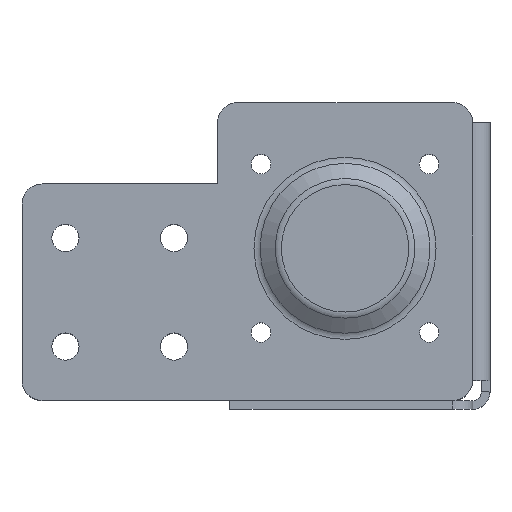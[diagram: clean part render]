
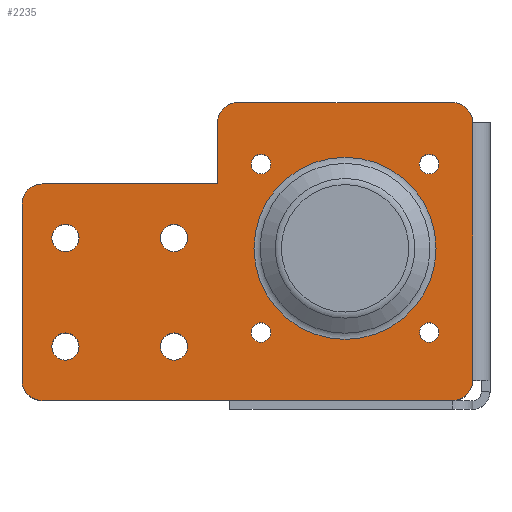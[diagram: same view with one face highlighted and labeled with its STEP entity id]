
A CAD part, top view. The second image highlights one B-rep face of the part: STEP entity #2235.
In plain terms, the highlighted planar face has unit normal (0, 0, 1).
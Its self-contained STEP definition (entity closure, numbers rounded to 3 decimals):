
#673=CARTESIAN_POINT('',(83.0,3.7,1.6));
#674=VERTEX_POINT('',#673);
#715=CARTESIAN_POINT('',(83.0,51.2,1.6));
#716=VERTEX_POINT('',#715);
#738=CARTESIAN_POINT('',(83.0,51.2,1.6));
#739=DIRECTION('',(0.0,-1.0,0.0));
#740=VECTOR('',#739,47.5);
#741=LINE('',#738,#740);
#742=EDGE_CURVE('',#716,#674,#741,.T.);
#2041=CARTESIAN_POINT('',(42.731,28.043,1.6));
#2042=VERTEX_POINT('',#2041);
#2043=CARTESIAN_POINT('',(59.5,28.043,1.6));
#2044=DIRECTION('',(0.0,0.0,1.0));
#2045=DIRECTION('',(1.0,0.0,0.0));
#2046=AXIS2_PLACEMENT_3D('',#2043,#2044,#2045);
#2047=CIRCLE('',#2046,16.769);
#2048=EDGE_CURVE('',#2042,#2042,#2047,.T.);
#2053=CARTESIAN_POINT('',(43.553,25.355,1.6));
#2054=DIRECTION('',(0.0,0.0,1.0));
#2055=DIRECTION('',(1.0,0.0,0.0));
#2056=AXIS2_PLACEMENT_3D('',#2053,#2054,#2055);
#2057=PLANE('',#2056);
#2058=CARTESIAN_POINT('',(79.3,0.0,1.6));
#2059=VERTEX_POINT('',#2058);
#2060=CARTESIAN_POINT('',(79.3,3.7,1.6));
#2061=DIRECTION('',(0.0,0.0,-1.0));
#2062=DIRECTION('',(0.0,1.0,0.0));
#2063=AXIS2_PLACEMENT_3D('',#2060,#2061,#2062);
#2064=CIRCLE('',#2063,3.7);
#2065=EDGE_CURVE('',#674,#2059,#2064,.T.);
#2066=ORIENTED_EDGE('',*,*,#2065,.F.);
#2067=ORIENTED_EDGE('',*,*,#742,.F.);
#2068=CARTESIAN_POINT('',(79.3,54.9,1.6));
#2069=VERTEX_POINT('',#2068);
#2070=CARTESIAN_POINT('',(79.3,51.2,1.6));
#2071=DIRECTION('',(0.0,0.0,-1.0));
#2072=DIRECTION('',(-1.0,0.0,0.0));
#2073=AXIS2_PLACEMENT_3D('',#2070,#2071,#2072);
#2074=CIRCLE('',#2073,3.7);
#2075=EDGE_CURVE('',#2069,#716,#2074,.T.);
#2076=ORIENTED_EDGE('',*,*,#2075,.F.);
#2077=CARTESIAN_POINT('',(39.7,54.9,1.6));
#2078=VERTEX_POINT('',#2077);
#2079=CARTESIAN_POINT('',(39.7,54.9,1.6));
#2080=DIRECTION('',(1.0,0.0,0.0));
#2081=VECTOR('',#2080,39.6);
#2082=LINE('',#2079,#2081);
#2083=EDGE_CURVE('',#2078,#2069,#2082,.T.);
#2084=ORIENTED_EDGE('',*,*,#2083,.F.);
#2085=CARTESIAN_POINT('',(36.,51.2,1.6));
#2086=VERTEX_POINT('',#2085);
#2087=CARTESIAN_POINT('',(39.7,51.2,1.6));
#2088=DIRECTION('',(0.0,0.0,-1.0));
#2089=DIRECTION('',(0.0,-1.0,0.0));
#2090=AXIS2_PLACEMENT_3D('',#2087,#2088,#2089);
#2091=CIRCLE('',#2090,3.7);
#2092=EDGE_CURVE('',#2086,#2078,#2091,.T.);
#2093=ORIENTED_EDGE('',*,*,#2092,.F.);
#2094=CARTESIAN_POINT('',(36.,39.9,1.6));
#2095=VERTEX_POINT('',#2094);
#2096=CARTESIAN_POINT('',(36.,39.9,1.6));
#2097=DIRECTION('',(0.0,1.0,0.0));
#2098=VECTOR('',#2097,11.3);
#2099=LINE('',#2096,#2098);
#2100=EDGE_CURVE('',#2095,#2086,#2099,.T.);
#2101=ORIENTED_EDGE('',*,*,#2100,.F.);
#2102=CARTESIAN_POINT('',(3.7,39.9,1.6));
#2103=VERTEX_POINT('',#2102);
#2104=CARTESIAN_POINT('',(3.7,39.9,1.6));
#2105=DIRECTION('',(1.0,0.0,0.0));
#2106=VECTOR('',#2105,32.3);
#2107=LINE('',#2104,#2106);
#2108=EDGE_CURVE('',#2103,#2095,#2107,.T.);
#2109=ORIENTED_EDGE('',*,*,#2108,.F.);
#2110=CARTESIAN_POINT('',(0.,36.2,1.6));
#2111=VERTEX_POINT('',#2110);
#2112=CARTESIAN_POINT('',(3.7,36.2,1.6));
#2113=DIRECTION('',(0.0,0.0,-1.0));
#2114=DIRECTION('',(0.0,-1.0,0.0));
#2115=AXIS2_PLACEMENT_3D('',#2112,#2113,#2114);
#2116=CIRCLE('',#2115,3.7);
#2117=EDGE_CURVE('',#2111,#2103,#2116,.T.);
#2118=ORIENTED_EDGE('',*,*,#2117,.F.);
#2119=CARTESIAN_POINT('',(0.,3.7,1.6));
#2120=VERTEX_POINT('',#2119);
#2121=CARTESIAN_POINT('',(0.,3.7,1.6));
#2122=DIRECTION('',(0.0,1.0,0.0));
#2123=VECTOR('',#2122,32.5);
#2124=LINE('',#2121,#2123);
#2125=EDGE_CURVE('',#2120,#2111,#2124,.T.);
#2126=ORIENTED_EDGE('',*,*,#2125,.F.);
#2127=CARTESIAN_POINT('',(3.7,0.0,1.6));
#2128=VERTEX_POINT('',#2127);
#2129=CARTESIAN_POINT('',(3.7,3.7,1.6));
#2130=DIRECTION('',(0.0,0.0,-1.0));
#2131=DIRECTION('',(1.0,0.0,0.0));
#2132=AXIS2_PLACEMENT_3D('',#2129,#2130,#2131);
#2133=CIRCLE('',#2132,3.7);
#2134=EDGE_CURVE('',#2128,#2120,#2133,.T.);
#2135=ORIENTED_EDGE('',*,*,#2134,.F.);
#2136=CARTESIAN_POINT('',(79.3,0.0,1.6));
#2137=DIRECTION('',(-1.0,0.0,0.0));
#2138=VECTOR('',#2137,75.6);
#2139=LINE('',#2136,#2138);
#2140=EDGE_CURVE('',#2059,#2128,#2139,.T.);
#2141=ORIENTED_EDGE('',*,*,#2140,.F.);
#2142=EDGE_LOOP('',(#2066,#2067,#2076,#2084,#2093,#2101,#2109,#2118,#2126,#2135,#2141));
#2143=FACE_OUTER_BOUND('',#2142,.T.);
#2144=CARTESIAN_POINT('',(30.5,29.95,1.6));
#2145=VERTEX_POINT('',#2144);
#2146=CARTESIAN_POINT('',(28.0,29.95,1.6));
#2147=DIRECTION('',(0.0,0.0,-1.0));
#2148=DIRECTION('',(1.0,0.0,0.0));
#2149=AXIS2_PLACEMENT_3D('',#2146,#2147,#2148);
#2150=CIRCLE('',#2149,2.5);
#2151=EDGE_CURVE('',#2145,#2145,#2150,.T.);
#2152=ORIENTED_EDGE('',*,*,#2151,.T.);
#2153=EDGE_LOOP('',(#2152));
#2154=FACE_BOUND('',#2153,.T.);
#2155=CARTESIAN_POINT('',(10.5,29.95,1.6));
#2156=VERTEX_POINT('',#2155);
#2157=CARTESIAN_POINT('',(8.0,29.95,1.6));
#2158=DIRECTION('',(0.0,0.0,-1.0));
#2159=DIRECTION('',(1.0,0.0,0.0));
#2160=AXIS2_PLACEMENT_3D('',#2157,#2158,#2159);
#2161=CIRCLE('',#2160,2.5);
#2162=EDGE_CURVE('',#2156,#2156,#2161,.T.);
#2163=ORIENTED_EDGE('',*,*,#2162,.T.);
#2164=EDGE_LOOP('',(#2163));
#2165=FACE_BOUND('',#2164,.T.);
#2166=CARTESIAN_POINT('',(10.5,9.95,1.6));
#2167=VERTEX_POINT('',#2166);
#2168=CARTESIAN_POINT('',(8.,9.95,1.6));
#2169=DIRECTION('',(0.0,0.0,-1.0));
#2170=DIRECTION('',(1.0,0.0,0.0));
#2171=AXIS2_PLACEMENT_3D('',#2168,#2169,#2170);
#2172=CIRCLE('',#2171,2.5);
#2173=EDGE_CURVE('',#2167,#2167,#2172,.T.);
#2174=ORIENTED_EDGE('',*,*,#2173,.T.);
#2175=EDGE_LOOP('',(#2174));
#2176=FACE_BOUND('',#2175,.T.);
#2177=CARTESIAN_POINT('',(30.5,9.95,1.6));
#2178=VERTEX_POINT('',#2177);
#2179=CARTESIAN_POINT('',(28.,9.95,1.6));
#2180=DIRECTION('',(0.0,0.0,-1.0));
#2181=DIRECTION('',(1.0,0.0,0.0));
#2182=AXIS2_PLACEMENT_3D('',#2179,#2180,#2181);
#2183=CIRCLE('',#2182,2.5);
#2184=EDGE_CURVE('',#2178,#2178,#2183,.T.);
#2185=ORIENTED_EDGE('',*,*,#2184,.T.);
#2186=EDGE_LOOP('',(#2185));
#2187=FACE_BOUND('',#2186,.T.);
#2188=CARTESIAN_POINT('',(76.8,12.543,1.6));
#2189=VERTEX_POINT('',#2188);
#2190=CARTESIAN_POINT('',(75.,12.543,1.6));
#2191=DIRECTION('',(0.0,0.0,-1.0));
#2192=DIRECTION('',(1.0,0.0,0.0));
#2193=AXIS2_PLACEMENT_3D('',#2190,#2191,#2192);
#2194=CIRCLE('',#2193,1.8);
#2195=EDGE_CURVE('',#2189,#2189,#2194,.T.);
#2196=ORIENTED_EDGE('',*,*,#2195,.T.);
#2197=EDGE_LOOP('',(#2196));
#2198=FACE_BOUND('',#2197,.T.);
#2199=CARTESIAN_POINT('',(76.8,43.543,1.6));
#2200=VERTEX_POINT('',#2199);
#2201=CARTESIAN_POINT('',(75.0,43.543,1.6));
#2202=DIRECTION('',(0.0,0.0,-1.0));
#2203=DIRECTION('',(1.0,0.0,0.0));
#2204=AXIS2_PLACEMENT_3D('',#2201,#2202,#2203);
#2205=CIRCLE('',#2204,1.8);
#2206=EDGE_CURVE('',#2200,#2200,#2205,.T.);
#2207=ORIENTED_EDGE('',*,*,#2206,.T.);
#2208=EDGE_LOOP('',(#2207));
#2209=FACE_BOUND('',#2208,.T.);
#2210=CARTESIAN_POINT('',(45.8,43.543,1.6));
#2211=VERTEX_POINT('',#2210);
#2212=CARTESIAN_POINT('',(44.0,43.543,1.6));
#2213=DIRECTION('',(0.0,0.0,-1.0));
#2214=DIRECTION('',(1.0,0.0,0.0));
#2215=AXIS2_PLACEMENT_3D('',#2212,#2213,#2214);
#2216=CIRCLE('',#2215,1.8);
#2217=EDGE_CURVE('',#2211,#2211,#2216,.T.);
#2218=ORIENTED_EDGE('',*,*,#2217,.T.);
#2219=EDGE_LOOP('',(#2218));
#2220=FACE_BOUND('',#2219,.T.);
#2221=CARTESIAN_POINT('',(45.8,12.543,1.6));
#2222=VERTEX_POINT('',#2221);
#2223=CARTESIAN_POINT('',(44.,12.543,1.6));
#2224=DIRECTION('',(0.0,0.0,-1.0));
#2225=DIRECTION('',(1.0,0.0,0.0));
#2226=AXIS2_PLACEMENT_3D('',#2223,#2224,#2225);
#2227=CIRCLE('',#2226,1.8);
#2228=EDGE_CURVE('',#2222,#2222,#2227,.T.);
#2229=ORIENTED_EDGE('',*,*,#2228,.T.);
#2230=EDGE_LOOP('',(#2229));
#2231=FACE_BOUND('',#2230,.T.);
#2232=ORIENTED_EDGE('',*,*,#2048,.F.);
#2233=EDGE_LOOP('',(#2232));
#2234=FACE_BOUND('',#2233,.T.);
#2235=ADVANCED_FACE('',(#2143,#2154,#2165,#2176,#2187,#2198,#2209,#2220,#2231,#2234),#2057,.T.);
